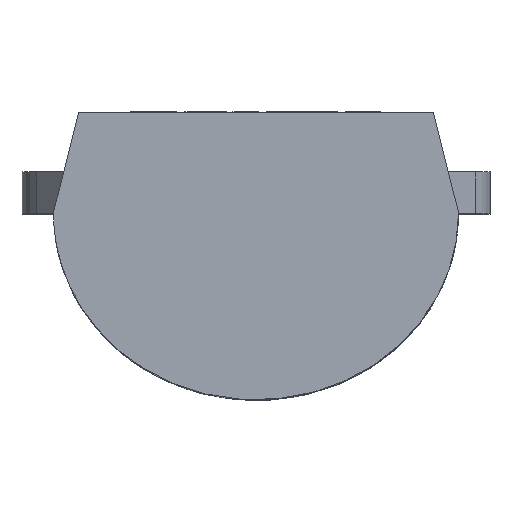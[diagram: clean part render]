
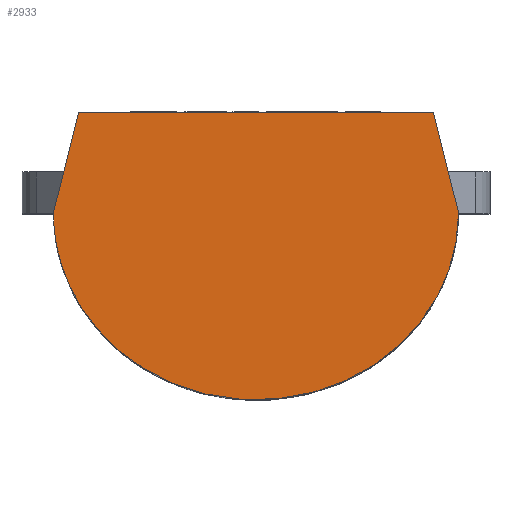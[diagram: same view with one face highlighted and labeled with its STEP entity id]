
A CAD part, top view. The second image highlights one B-rep face of the part: STEP entity #2933.
In plain terms, the highlighted planar face has unit normal (0, 0, 1).
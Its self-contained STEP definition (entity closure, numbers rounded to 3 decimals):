
#113 = VECTOR ( 'NONE', #4161, 1000. ) ;
#184 = DIRECTION ( 'NONE',  ( -1., 0., 0. ) ) ;
#404 = ORIENTED_EDGE ( 'NONE', *, *, #4675, .F. ) ;
#698 = CARTESIAN_POINT ( 'NONE',  ( 2.113, 0.95, 7.37 ) ) ;
#707 = CARTESIAN_POINT ( 'NONE',  ( 0., 0.95, 7.37 ) ) ;
#985 = VECTOR ( 'NONE', #1355, 1000. ) ;
#1146 =( BOUNDED_CURVE ( )  B_SPLINE_CURVE ( 3, ( #4191, #3677, #3172, #2673 ),
 .UNSPECIFIED., .F., .F. ) 
 B_SPLINE_CURVE_WITH_KNOTS ( ( 4, 4 ),
 ( 0., 0.007 ),
 .UNSPECIFIED. ) 
 CURVE ( )  GEOMETRIC_REPRESENTATION_ITEM ( )  RATIONAL_B_SPLINE_CURVE ( ( 1., 0.333, 0.333, 1. ) ) 
 REPRESENTATION_ITEM ( '' )  );
#1218 = LINE ( 'NONE', #707, #3710 ) ;
#1355 = DIRECTION ( 'NONE',  ( -0.244, 0.97, 0. ) ) ;
#1581 = CARTESIAN_POINT ( 'NONE',  ( 2.415, -0.25, 7.37 ) ) ;
#1677 = VERTEX_POINT ( 'NONE', #698 ) ;
#1862 = CARTESIAN_POINT ( 'NONE',  ( 2.415, -0.25, 7.37 ) ) ;
#1871 = FACE_OUTER_BOUND ( 'NONE', #2075, .T. ) ;
#2050 = EDGE_CURVE ( 'NONE', #1677, #2420, #1218, .T. ) ;
#2075 = EDGE_LOOP ( 'NONE', ( #4849, #404, #4587, #4748 ) ) ;
#2305 = DIRECTION ( 'NONE',  ( 1., 0., 0. ) ) ;
#2371 = LINE ( 'NONE', #1862, #985 ) ;
#2420 = VERTEX_POINT ( 'NONE', #4032 ) ;
#2650 = EDGE_CURVE ( 'NONE', #4229, #2420, #3261, .T. ) ;
#2673 = CARTESIAN_POINT ( 'NONE',  ( -2.415, -0.25, 7.37 ) ) ;
#2827 = DIRECTION ( 'NONE',  ( 0., 0., 1. ) ) ;
#2933 = ADVANCED_FACE ( 'NONE', ( #1871 ), #3845, .T. ) ;
#3172 = CARTESIAN_POINT ( 'NONE',  ( -2.415, -4.71, 7.37 ) ) ;
#3186 = CARTESIAN_POINT ( 'NONE',  ( -2.415, -0.25, 7.37 ) ) ;
#3261 = LINE ( 'NONE', #4653, #113 ) ;
#3335 = CARTESIAN_POINT ( 'NONE',  ( 0., 0., 7.37 ) ) ;
#3586 = EDGE_CURVE ( 'NONE', #4515, #1677, #2371, .T. ) ;
#3677 = CARTESIAN_POINT ( 'NONE',  ( 2.415, -4.71, 7.37 ) ) ;
#3710 = VECTOR ( 'NONE', #184, 1000. ) ;
#3845 = PLANE ( 'NONE',  #3943 ) ;
#3943 = AXIS2_PLACEMENT_3D ( 'NONE', #3335, #2827, #2305 ) ;
#4032 = CARTESIAN_POINT ( 'NONE',  ( -2.113, 0.95, 7.37 ) ) ;
#4161 = DIRECTION ( 'NONE',  ( 0.244, 0.97, 0. ) ) ;
#4191 = CARTESIAN_POINT ( 'NONE',  ( 2.415, -0.25, 7.37 ) ) ;
#4229 = VERTEX_POINT ( 'NONE', #3186 ) ;
#4515 = VERTEX_POINT ( 'NONE', #1581 ) ;
#4587 = ORIENTED_EDGE ( 'NONE', *, *, #3586, .T. ) ;
#4653 = CARTESIAN_POINT ( 'NONE',  ( -2.113, 0.95, 7.37 ) ) ;
#4675 = EDGE_CURVE ( 'NONE', #4515, #4229, #1146, .T. ) ;
#4748 = ORIENTED_EDGE ( 'NONE', *, *, #2050, .T. ) ;
#4849 = ORIENTED_EDGE ( 'NONE', *, *, #2650, .F. ) ;
